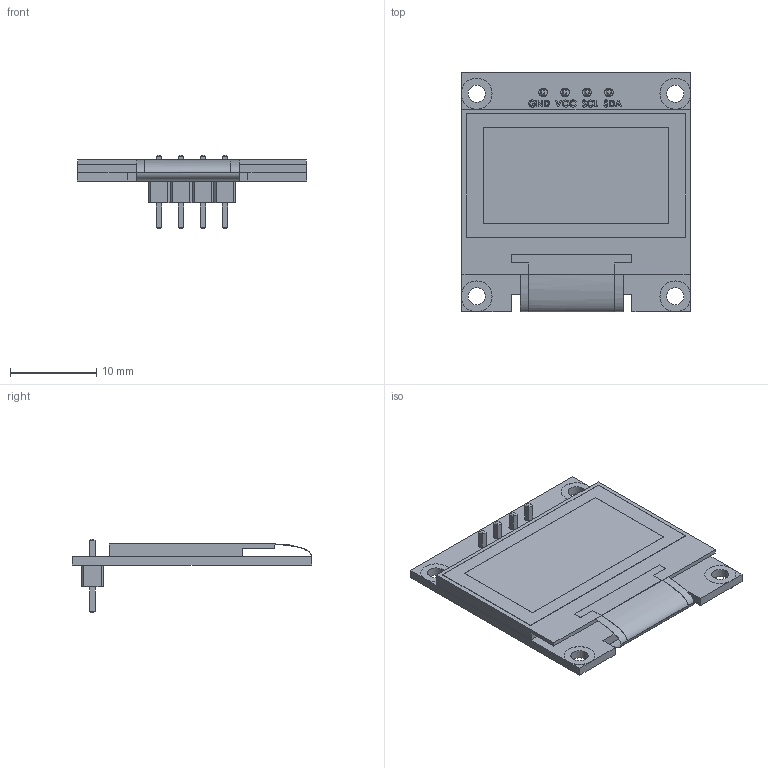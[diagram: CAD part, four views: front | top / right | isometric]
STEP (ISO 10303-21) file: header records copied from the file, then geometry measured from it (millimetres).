
FILE_DESCRIPTION(/* description */ (''),/* implementation_level */ '2;1');
FILE_NAME(/* name */ 'SSD1306-0.96-128x64.step',/* time_stamp */ '2025-08-29T11:14:33Z',/* author */ (''),/* organization */ (''),/* preprocessor_version */ 'ST-DEVELOPER v20.1',/* originating_system */ 'Autodesk Translation Framework v14.10.0.0',/* authorisation */ '');
FILE_SCHEMA (('AUTOMOTIVE_DESIGN { 1 0 10303 214 3 1 1 }'));
Length unit declared in the file: millimetre
Products named in the file (3): SSD1306-0.96-128x64; PinHeader_1x04_P2.54mm_Vertical; SSD1306-0.96-126x64
Assembly tree (2 placements, depth 2):
  SSD1306-0.96-128x64
    PinHeader_1x04_P2.54mm_Vertical
    SSD1306-0.96-126x64
Bounding box: 26.7 x 27.86 x 8.54 mm (x, y, z)
Volume: 1443 mm3; surface area: 2327.8 mm2
Topology: 2 solids, 2 shells, 198 faces, 578 edges, 408 vertices
Faces by surface type: plane 174, cylinder 18, bspline 6
Full cylindrical faces by diameter (mm): 1 x4, 2 x4, 3.6 x6
Entity records: 8100 total; most frequent: CARTESIAN_POINT 2511, ORIENTED_EDGE 1160, DIRECTION 934, EDGE_CURVE 580, LINE 452, VECTOR 452, VERTEX_POINT 408, AXIS2_PLACEMENT_3D 241
